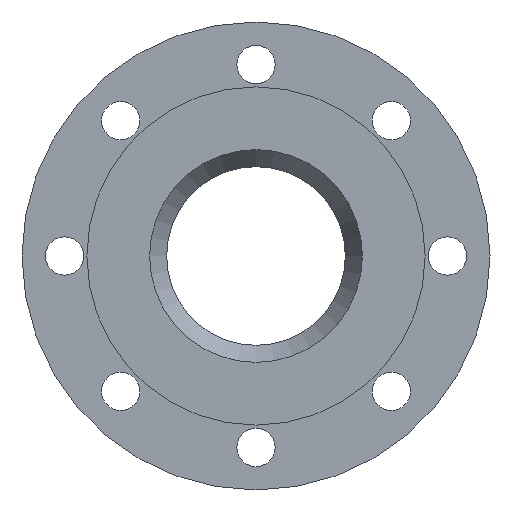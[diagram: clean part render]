
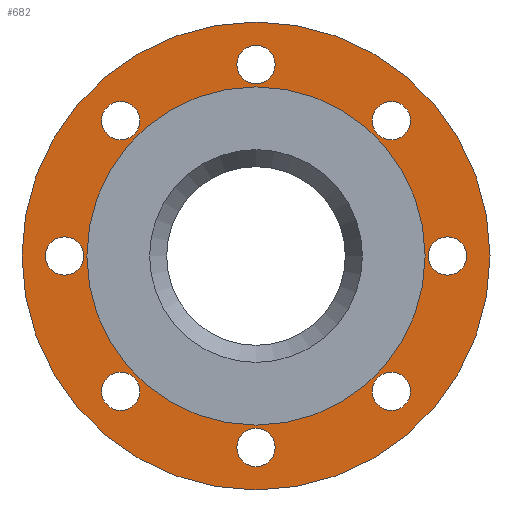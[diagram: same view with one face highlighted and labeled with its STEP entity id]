
A CAD part, left-side view. The second image highlights one B-rep face of the part: STEP entity #682.
In plain terms, the highlighted planar face has unit normal (-1, 0, 0).
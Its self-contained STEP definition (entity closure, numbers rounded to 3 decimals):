
#45=PLANE('',#774);
#78=FACE_BOUND('',#228,.T.);
#79=FACE_BOUND('',#229,.T.);
#80=FACE_BOUND('',#230,.T.);
#81=FACE_BOUND('',#231,.T.);
#82=FACE_BOUND('',#232,.T.);
#83=FACE_BOUND('',#233,.T.);
#84=FACE_BOUND('',#234,.T.);
#85=FACE_BOUND('',#235,.T.);
#86=FACE_BOUND('',#236,.T.);
#150=FACE_OUTER_BOUND('',#227,.T.);
#227=EDGE_LOOP('',(#557));
#228=EDGE_LOOP('',(#558));
#229=EDGE_LOOP('',(#559));
#230=EDGE_LOOP('',(#560));
#231=EDGE_LOOP('',(#561));
#232=EDGE_LOOP('',(#562));
#233=EDGE_LOOP('',(#563));
#234=EDGE_LOOP('',(#564));
#235=EDGE_LOOP('',(#565));
#236=EDGE_LOOP('',(#566));
#318=CIRCLE('',#731,9.);
#320=CIRCLE('',#734,9.);
#322=CIRCLE('',#737,9.);
#324=CIRCLE('',#740,9.);
#326=CIRCLE('',#743,9.);
#328=CIRCLE('',#746,9.);
#330=CIRCLE('',#749,9.);
#332=CIRCLE('',#752,9.);
#344=CIRCLE('',#773,79.5);
#345=CIRCLE('',#775,110.);
#386=VERTEX_POINT('',#1105);
#388=VERTEX_POINT('',#1110);
#390=VERTEX_POINT('',#1115);
#392=VERTEX_POINT('',#1120);
#394=VERTEX_POINT('',#1125);
#396=VERTEX_POINT('',#1130);
#398=VERTEX_POINT('',#1135);
#400=VERTEX_POINT('',#1140);
#412=VERTEX_POINT('',#1173);
#413=VERTEX_POINT('',#1176);
#452=EDGE_CURVE('',#386,#386,#318,.T.);
#454=EDGE_CURVE('',#388,#388,#320,.T.);
#456=EDGE_CURVE('',#390,#390,#322,.T.);
#458=EDGE_CURVE('',#392,#392,#324,.T.);
#460=EDGE_CURVE('',#394,#394,#326,.T.);
#462=EDGE_CURVE('',#396,#396,#328,.T.);
#464=EDGE_CURVE('',#398,#398,#330,.T.);
#466=EDGE_CURVE('',#400,#400,#332,.T.);
#478=EDGE_CURVE('',#412,#412,#344,.T.);
#479=EDGE_CURVE('',#413,#413,#345,.T.);
#557=ORIENTED_EDGE('',*,*,#479,.F.);
#558=ORIENTED_EDGE('',*,*,#452,.T.);
#559=ORIENTED_EDGE('',*,*,#454,.T.);
#560=ORIENTED_EDGE('',*,*,#456,.T.);
#561=ORIENTED_EDGE('',*,*,#458,.T.);
#562=ORIENTED_EDGE('',*,*,#460,.T.);
#563=ORIENTED_EDGE('',*,*,#462,.T.);
#564=ORIENTED_EDGE('',*,*,#464,.T.);
#565=ORIENTED_EDGE('',*,*,#466,.T.);
#566=ORIENTED_EDGE('',*,*,#478,.T.);
#682=ADVANCED_FACE('',(#150,#78,#79,#80,#81,#82,#83,#84,#85,#86),#45,.T.);
#731=AXIS2_PLACEMENT_3D('',#1106,#860,#861);
#734=AXIS2_PLACEMENT_3D('',#1111,#866,#867);
#737=AXIS2_PLACEMENT_3D('',#1116,#872,#873);
#740=AXIS2_PLACEMENT_3D('',#1121,#878,#879);
#743=AXIS2_PLACEMENT_3D('',#1126,#884,#885);
#746=AXIS2_PLACEMENT_3D('',#1131,#890,#891);
#749=AXIS2_PLACEMENT_3D('',#1136,#896,#897);
#752=AXIS2_PLACEMENT_3D('',#1141,#902,#903);
#773=AXIS2_PLACEMENT_3D('',#1174,#944,#945);
#774=AXIS2_PLACEMENT_3D('',#1175,#946,#947);
#775=AXIS2_PLACEMENT_3D('',#1177,#948,#949);
#860=DIRECTION('center_axis',(1.,0.,0.));
#861=DIRECTION('ref_axis',(0.,-0.707,-0.707));
#866=DIRECTION('center_axis',(1.,0.,0.));
#867=DIRECTION('ref_axis',(0.,-1.,0.));
#872=DIRECTION('center_axis',(1.,0.,0.));
#873=DIRECTION('ref_axis',(0.,-0.707,0.707));
#878=DIRECTION('center_axis',(1.,0.,0.));
#879=DIRECTION('ref_axis',(0.,0.,1.));
#884=DIRECTION('center_axis',(1.,0.,0.));
#885=DIRECTION('ref_axis',(0.,0.707,0.707));
#890=DIRECTION('center_axis',(1.,0.,0.));
#891=DIRECTION('ref_axis',(0.,1.,0.));
#896=DIRECTION('center_axis',(1.,0.,0.));
#897=DIRECTION('ref_axis',(0.,0.707,-0.707));
#902=DIRECTION('center_axis',(1.,0.,0.));
#903=DIRECTION('ref_axis',(0.,0.,-1.));
#944=DIRECTION('center_axis',(1.,0.,0.));
#945=DIRECTION('ref_axis',(0.,0.,-1.));
#946=DIRECTION('center_axis',(-1.,0.,0.));
#947=DIRECTION('ref_axis',(0.,0.,1.));
#948=DIRECTION('center_axis',(1.,0.,0.));
#949=DIRECTION('ref_axis',(0.,0.,-1.));
#1105=CARTESIAN_POINT('',(-134.667,70.004,-57.276));
#1106=CARTESIAN_POINT('Origin',(-134.667,63.64,-63.64));
#1110=CARTESIAN_POINT('',(-134.667,9.,-90.));
#1111=CARTESIAN_POINT('Origin',(-134.667,0.,
-90.));
#1115=CARTESIAN_POINT('',(-134.667,-57.276,-70.004));
#1116=CARTESIAN_POINT('Origin',(-134.667,-63.64,-63.64));
#1120=CARTESIAN_POINT('',(-134.667,-90.,-9.));
#1121=CARTESIAN_POINT('Origin',(-134.667,-90.,0.));
#1125=CARTESIAN_POINT('',(-134.667,-70.004,57.276));
#1126=CARTESIAN_POINT('Origin',(-134.667,-63.64,63.64));
#1130=CARTESIAN_POINT('',(-134.667,-9.,90.));
#1131=CARTESIAN_POINT('Origin',(-134.667,0.,
90.));
#1135=CARTESIAN_POINT('',(-134.667,57.276,70.004));
#1136=CARTESIAN_POINT('Origin',(-134.667,63.64,63.64));
#1140=CARTESIAN_POINT('',(-134.667,90.,9.));
#1141=CARTESIAN_POINT('Origin',(-134.667,90.,0.));
#1173=CARTESIAN_POINT('',(-134.667,79.5,0.));
#1174=CARTESIAN_POINT('Origin',(-134.667,0.,
0.));
#1175=CARTESIAN_POINT('Origin',(-134.667,110.,0.));
#1176=CARTESIAN_POINT('',(-134.667,110.,0.));
#1177=CARTESIAN_POINT('Origin',(-134.667,0.,
0.));
